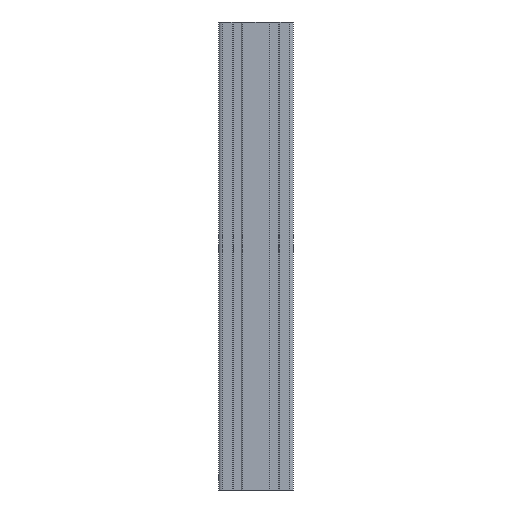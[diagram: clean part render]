
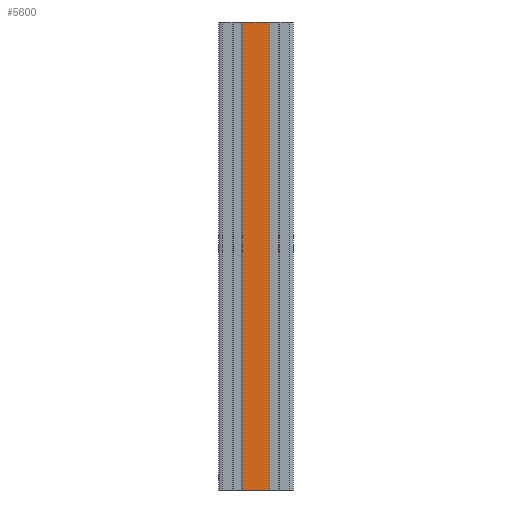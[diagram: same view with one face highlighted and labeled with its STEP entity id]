
A CAD part, left-side view. The second image highlights one B-rep face of the part: STEP entity #5600.
In plain terms, the highlighted planar face has unit normal (-1, 0, 0).
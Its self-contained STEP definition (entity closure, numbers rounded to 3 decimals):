
#440 = FACE_OUTER_BOUND ( 'NONE', #7813, .T. ) ;
#474 = DIRECTION ( 'NONE',  ( 0., 0., -1. ) ) ;
#526 = DIRECTION ( 'NONE',  ( 1., 0., 0. ) ) ;
#553 = CARTESIAN_POINT ( 'NONE',  ( -40., 14.4, 0. ) ) ;
#741 = AXIS2_PLACEMENT_3D ( 'NONE', #13631, #526, #8790 ) ;
#1172 = LINE ( 'NONE', #14791, #3989 ) ;
#1173 = LINE ( 'NONE', #6338, #4348 ) ;
#1525 = VERTEX_POINT ( 'NONE', #7503 ) ;
#1573 = EDGE_CURVE ( 'NONE', #4262, #3083, #1173, .T. ) ;
#2658 = VECTOR ( 'NONE', #12422, 1000. ) ;
#3083 = VERTEX_POINT ( 'NONE', #4521 ) ;
#3170 = VECTOR ( 'NONE', #7671, 1000. ) ;
#3546 = LINE ( 'NONE', #553, #3170 ) ;
#3989 = VECTOR ( 'NONE', #474, 1000. ) ;
#4262 = VERTEX_POINT ( 'NONE', #7393 ) ;
#4348 = VECTOR ( 'NONE', #12300, 1000. ) ;
#4392 = EDGE_CURVE ( 'NONE', #3083, #10478, #12135, .T. ) ;
#4521 = CARTESIAN_POINT ( 'NONE',  ( -40., -14.4, 500. ) ) ;
#5203 = EDGE_CURVE ( 'NONE', #1525, #10478, #3546, .T. ) ;
#5565 = EDGE_CURVE ( 'NONE', #4262, #1525, #1172, .T. ) ;
#5600 = ADVANCED_FACE ( 'NONE', ( #440 ), #14839, .F. ) ;
#6338 = CARTESIAN_POINT ( 'NONE',  ( -40., 14.4, 500. ) ) ;
#7393 = CARTESIAN_POINT ( 'NONE',  ( -40., 14.4, 500. ) ) ;
#7503 = CARTESIAN_POINT ( 'NONE',  ( -40., 14.4, 0. ) ) ;
#7607 = CARTESIAN_POINT ( 'NONE',  ( -40., -14.4, 500. ) ) ;
#7671 = DIRECTION ( 'NONE',  ( 0., -1., 0. ) ) ;
#7813 = EDGE_LOOP ( 'NONE', ( #15260, #8471, #10566, #13969 ) ) ;
#8471 = ORIENTED_EDGE ( 'NONE', *, *, #4392, .F. ) ;
#8790 = DIRECTION ( 'NONE',  ( 0., 1., 0. ) ) ;
#10478 = VERTEX_POINT ( 'NONE', #13395 ) ;
#10566 = ORIENTED_EDGE ( 'NONE', *, *, #1573, .F. ) ;
#12135 = LINE ( 'NONE', #7607, #2658 ) ;
#12300 = DIRECTION ( 'NONE',  ( 0., -1., 0. ) ) ;
#12422 = DIRECTION ( 'NONE',  ( 0., 0., -1. ) ) ;
#13395 = CARTESIAN_POINT ( 'NONE',  ( -40., -14.4, 0. ) ) ;
#13631 = CARTESIAN_POINT ( 'NONE',  ( -40., 14.4, 500. ) ) ;
#13969 = ORIENTED_EDGE ( 'NONE', *, *, #5565, .T. ) ;
#14791 = CARTESIAN_POINT ( 'NONE',  ( -40., 14.4, 500. ) ) ;
#14839 = PLANE ( 'NONE',  #741 ) ;
#15260 = ORIENTED_EDGE ( 'NONE', *, *, #5203, .T. ) ;
